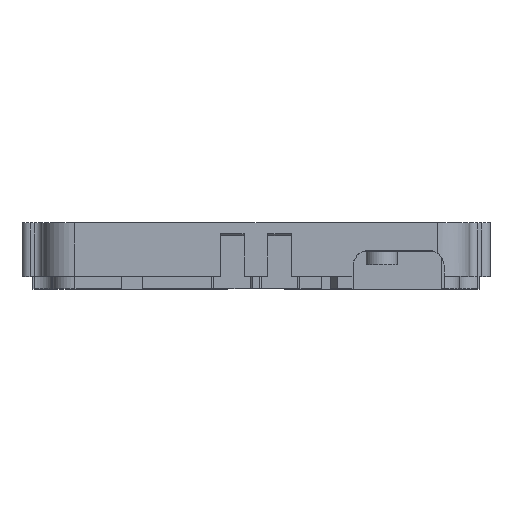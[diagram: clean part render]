
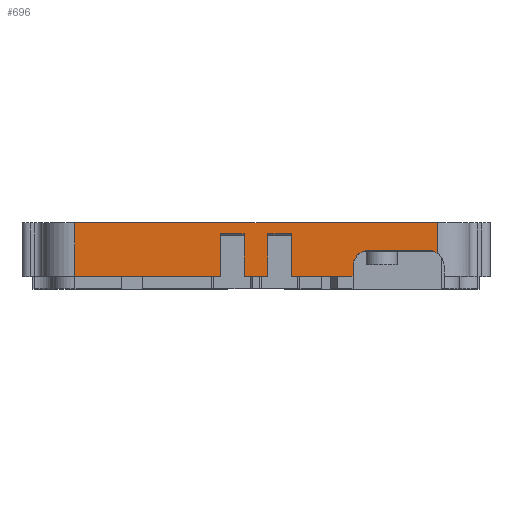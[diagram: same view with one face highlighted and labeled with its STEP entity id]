
A CAD part, top view. The second image highlights one B-rep face of the part: STEP entity #696.
In plain terms, the highlighted planar face has unit normal (0, 0, 1).
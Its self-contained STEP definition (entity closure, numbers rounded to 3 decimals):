
#35 = EDGE_LOOP ( 'NONE', ( #4708, #2321, #3807, #3655, #5693, #2965, #2747, #1643, #3703, #5326, #3176, #1557, #429, #5986, #874, #3237 ) ) ;
#77 = CARTESIAN_POINT ( 'NONE',  ( -22.2, 5.1, 0. ) ) ;
#151 = CARTESIAN_POINT ( 'NONE',  ( 4.38, -1.476, 0. ) ) ;
#157 = DIRECTION ( 'NONE',  ( 0., 1., 0. ) ) ;
#219 = CARTESIAN_POINT ( 'NONE',  ( 13.897, -0.25, 0. ) ) ;
#337 = AXIS2_PLACEMENT_3D ( 'NONE', #4604, #2697, #1319 ) ;
#404 = CARTESIAN_POINT ( 'NONE',  ( -22.2, 1.6, 0. ) ) ;
#418 = CARTESIAN_POINT ( 'NONE',  ( 0., -1.476, 0. ) ) ;
#429 = ORIENTED_EDGE ( 'NONE', *, *, #3697, .F. ) ;
#477 = DIRECTION ( 'NONE',  ( 1., 0., 0. ) ) ;
#514 = EDGE_CURVE ( 'NONE', #1931, #4396, #1670, .T. ) ;
#522 = CARTESIAN_POINT ( 'NONE',  ( 22.2, 5.1, 0. ) ) ;
#636 = DIRECTION ( 'NONE',  ( 0., -1., 0. ) ) ;
#673 = DIRECTION ( 'NONE',  ( 1., 0., 0. ) ) ;
#690 = VECTOR ( 'NONE', #2329, 1000. ) ;
#692 = VECTOR ( 'NONE', #1307, 1000. ) ;
#696 = ADVANCED_FACE ( 'NONE', ( #1290 ), #4634, .T. ) ;
#720 = VECTOR ( 'NONE', #1125, 1000. ) ;
#808 = VERTEX_POINT ( 'NONE', #3813 ) ;
#846 = CARTESIAN_POINT ( 'NONE',  ( 1.437, 3.774, 0. ) ) ;
#874 = ORIENTED_EDGE ( 'NONE', *, *, #3263, .F. ) ;
#994 = VECTOR ( 'NONE', #3854, 1000. ) ;
#1032 = VECTOR ( 'NONE', #636, 1000. ) ;
#1034 = VECTOR ( 'NONE', #157, 1000. ) ;
#1125 = DIRECTION ( 'NONE',  ( 1., 0., 0. ) ) ;
#1290 = FACE_OUTER_BOUND ( 'NONE', #35, .T. ) ;
#1307 = DIRECTION ( 'NONE',  ( -1., 0., 0. ) ) ;
#1319 = DIRECTION ( 'NONE',  ( 1., 0., 0. ) ) ;
#1324 = CARTESIAN_POINT ( 'NONE',  ( 0., -1.476, 0. ) ) ;
#1355 = CARTESIAN_POINT ( 'NONE',  ( -1.462, 1.6, 0. ) ) ;
#1494 = LINE ( 'NONE', #4372, #1034 ) ;
#1557 = ORIENTED_EDGE ( 'NONE', *, *, #3555, .T. ) ;
#1643 = ORIENTED_EDGE ( 'NONE', *, *, #1946, .T. ) ;
#1670 = LINE ( 'NONE', #4076, #1032 ) ;
#1678 = VERTEX_POINT ( 'NONE', #3916 ) ;
#1705 = EDGE_CURVE ( 'NONE', #3880, #4551, #2883, .T. ) ;
#1709 = LINE ( 'NONE', #2701, #4046 ) ;
#1795 = DIRECTION ( 'NONE',  ( 0., -1., 0. ) ) ;
#1924 = DIRECTION ( 'NONE',  ( 0., 1., 0. ) ) ;
#1929 = LINE ( 'NONE', #4333, #4274 ) ;
#1931 = VERTEX_POINT ( 'NONE', #846 ) ;
#1946 = EDGE_CURVE ( 'NONE', #5102, #2642, #2197, .T. ) ;
#1986 = VECTOR ( 'NONE', #1924, 1000. ) ;
#2024 = CIRCLE ( 'NONE', #5512, 2. ) ;
#2099 = LINE ( 'NONE', #3508, #720 ) ;
#2197 = CIRCLE ( 'NONE', #4980, 2. ) ;
#2251 = EDGE_CURVE ( 'NONE', #1931, #5375, #2099, .T. ) ;
#2258 = EDGE_CURVE ( 'NONE', #5923, #5375, #4937, .T. ) ;
#2321 = ORIENTED_EDGE ( 'NONE', *, *, #2251, .T. ) ;
#2329 = DIRECTION ( 'NONE',  ( 1., 0., 0. ) ) ;
#2391 = LINE ( 'NONE', #1355, #1986 ) ;
#2447 = CARTESIAN_POINT ( 'NONE',  ( 21.074, 1.75, 0. ) ) ;
#2516 = CARTESIAN_POINT ( 'NONE',  ( 13.897, 1.75, 0. ) ) ;
#2563 = CARTESIAN_POINT ( 'NONE',  ( -4.405, -1.476, 0. ) ) ;
#2642 = VERTEX_POINT ( 'NONE', #5359 ) ;
#2645 = CARTESIAN_POINT ( 'NONE',  ( -22.2, -1.476, 0. ) ) ;
#2697 = DIRECTION ( 'NONE',  ( 0., 0., 1. ) ) ;
#2701 = CARTESIAN_POINT ( 'NONE',  ( -4.405, 1.6, 0. ) ) ;
#2702 = CARTESIAN_POINT ( 'NONE',  ( -1.462, -1.476, 0. ) ) ;
#2713 = VERTEX_POINT ( 'NONE', #4678 ) ;
#2714 = EDGE_CURVE ( 'NONE', #5102, #3055, #2746, .T. ) ;
#2746 = LINE ( 'NONE', #4648, #692 ) ;
#2747 = ORIENTED_EDGE ( 'NONE', *, *, #2714, .F. ) ;
#2794 = LINE ( 'NONE', #418, #690 ) ;
#2817 = DIRECTION ( 'NONE',  ( 0., 0., -1. ) ) ;
#2847 = EDGE_CURVE ( 'NONE', #1678, #808, #1929, .T. ) ;
#2883 = LINE ( 'NONE', #77, #994 ) ;
#2965 = ORIENTED_EDGE ( 'NONE', *, *, #5697, .T. ) ;
#2982 = CARTESIAN_POINT ( 'NONE',  ( 0., -1.476, 0. ) ) ;
#3055 = VERTEX_POINT ( 'NONE', #2516 ) ;
#3176 = ORIENTED_EDGE ( 'NONE', *, *, #4171, .T. ) ;
#3237 = ORIENTED_EDGE ( 'NONE', *, *, #3860, .T. ) ;
#3263 = EDGE_CURVE ( 'NONE', #4862, #808, #2391, .T. ) ;
#3310 = VECTOR ( 'NONE', #5341, 1000. ) ;
#3321 = EDGE_CURVE ( 'NONE', #5923, #2713, #2794, .T. ) ;
#3508 = CARTESIAN_POINT ( 'NONE',  ( 4.38, 3.774, 0. ) ) ;
#3555 = EDGE_CURVE ( 'NONE', #6164, #5080, #4419, .T. ) ;
#3571 = CARTESIAN_POINT ( 'NONE',  ( 4.38, 1.6, 0. ) ) ;
#3655 = ORIENTED_EDGE ( 'NONE', *, *, #3321, .T. ) ;
#3697 = EDGE_CURVE ( 'NONE', #1678, #5080, #1709, .T. ) ;
#3703 = ORIENTED_EDGE ( 'NONE', *, *, #5139, .T. ) ;
#3807 = ORIENTED_EDGE ( 'NONE', *, *, #2258, .F. ) ;
#3813 = CARTESIAN_POINT ( 'NONE',  ( -1.462, 3.774, 0. ) ) ;
#3834 = DIRECTION ( 'NONE',  ( 1., 0., 0. ) ) ;
#3854 = DIRECTION ( 'NONE',  ( 1., 0., 0. ) ) ;
#3860 = EDGE_CURVE ( 'NONE', #4862, #4396, #4750, .T. ) ;
#3880 = VERTEX_POINT ( 'NONE', #5398 ) ;
#3916 = CARTESIAN_POINT ( 'NONE',  ( -4.405, 3.774, 0. ) ) ;
#3941 = VECTOR ( 'NONE', #477, 1000. ) ;
#3977 = CARTESIAN_POINT ( 'NONE',  ( 22.2, 4.6, 0. ) ) ;
#4046 = VECTOR ( 'NONE', #1795, 1000. ) ;
#4076 = CARTESIAN_POINT ( 'NONE',  ( 1.437, 1.6, 0. ) ) ;
#4123 = DIRECTION ( 'NONE',  ( 1., 0., 0. ) ) ;
#4171 = EDGE_CURVE ( 'NONE', #3880, #6164, #5238, .T. ) ;
#4253 = DIRECTION ( 'NONE',  ( 1., 0., 0. ) ) ;
#4274 = VECTOR ( 'NONE', #3834, 1000. ) ;
#4304 = VECTOR ( 'NONE', #5461, 1000. ) ;
#4310 = CARTESIAN_POINT ( 'NONE',  ( 1.437, -1.476, 0. ) ) ;
#4333 = CARTESIAN_POINT ( 'NONE',  ( 0., 3.774, 0. ) ) ;
#4347 = EDGE_CURVE ( 'NONE', #2713, #5202, #1494, .T. ) ;
#4372 = CARTESIAN_POINT ( 'NONE',  ( 11.897, -3., 0. ) ) ;
#4396 = VERTEX_POINT ( 'NONE', #4310 ) ;
#4419 = LINE ( 'NONE', #2982, #4773 ) ;
#4546 = CARTESIAN_POINT ( 'NONE',  ( 11.897, -0.25, 0. ) ) ;
#4551 = VERTEX_POINT ( 'NONE', #522 ) ;
#4604 = CARTESIAN_POINT ( 'NONE',  ( 0., 1.6, 0. ) ) ;
#4624 = DIRECTION ( 'NONE',  ( 0., 0., -1. ) ) ;
#4634 = PLANE ( 'NONE',  #337 ) ;
#4637 = VECTOR ( 'NONE', #6119, 1000. ) ;
#4648 = CARTESIAN_POINT ( 'NONE',  ( 23.074, 1.75, 0. ) ) ;
#4678 = CARTESIAN_POINT ( 'NONE',  ( 11.897, -1.476, 0. ) ) ;
#4708 = ORIENTED_EDGE ( 'NONE', *, *, #514, .F. ) ;
#4750 = LINE ( 'NONE', #1324, #3941 ) ;
#4773 = VECTOR ( 'NONE', #673, 1000. ) ;
#4862 = VERTEX_POINT ( 'NONE', #2702 ) ;
#4937 = LINE ( 'NONE', #3571, #4304 ) ;
#4980 = AXIS2_PLACEMENT_3D ( 'NONE', #5646, #2817, #4253 ) ;
#5080 = VERTEX_POINT ( 'NONE', #2563 ) ;
#5102 = VERTEX_POINT ( 'NONE', #2447 ) ;
#5139 = EDGE_CURVE ( 'NONE', #2642, #4551, #5811, .T. ) ;
#5202 = VERTEX_POINT ( 'NONE', #4546 ) ;
#5238 = LINE ( 'NONE', #404, #4637 ) ;
#5326 = ORIENTED_EDGE ( 'NONE', *, *, #1705, .F. ) ;
#5341 = DIRECTION ( 'NONE',  ( 0., 1., 0. ) ) ;
#5359 = CARTESIAN_POINT ( 'NONE',  ( 22.2, 1.403, 0. ) ) ;
#5375 = VERTEX_POINT ( 'NONE', #6150 ) ;
#5398 = CARTESIAN_POINT ( 'NONE',  ( -22.2, 5.1, 0. ) ) ;
#5461 = DIRECTION ( 'NONE',  ( 0., 1., 0. ) ) ;
#5512 = AXIS2_PLACEMENT_3D ( 'NONE', #219, #4624, #4123 ) ;
#5646 = CARTESIAN_POINT ( 'NONE',  ( 21.074, -0.25, 0. ) ) ;
#5693 = ORIENTED_EDGE ( 'NONE', *, *, #4347, .T. ) ;
#5697 = EDGE_CURVE ( 'NONE', #5202, #3055, #2024, .T. ) ;
#5811 = LINE ( 'NONE', #3977, #3310 ) ;
#5923 = VERTEX_POINT ( 'NONE', #151 ) ;
#5986 = ORIENTED_EDGE ( 'NONE', *, *, #2847, .T. ) ;
#6119 = DIRECTION ( 'NONE',  ( 0., -1., 0. ) ) ;
#6150 = CARTESIAN_POINT ( 'NONE',  ( 4.38, 3.774, 0. ) ) ;
#6164 = VERTEX_POINT ( 'NONE', #2645 ) ;
